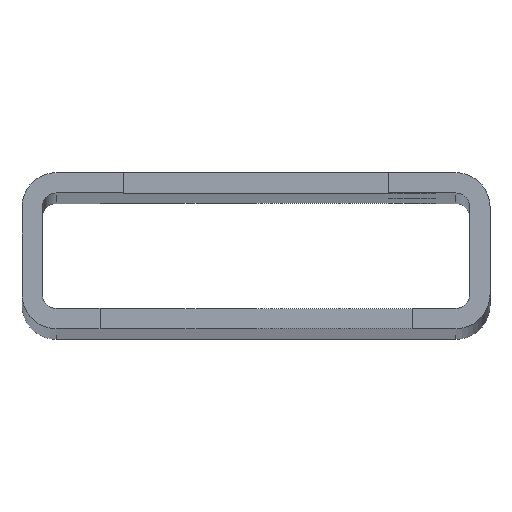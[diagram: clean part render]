
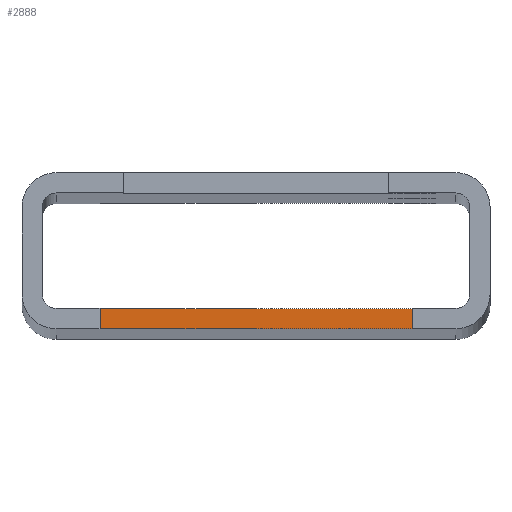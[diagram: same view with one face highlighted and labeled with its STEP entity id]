
A CAD part, top view. The second image highlights one B-rep face of the part: STEP entity #2888.
In plain terms, the highlighted planar face has unit normal (0, 0, 1).
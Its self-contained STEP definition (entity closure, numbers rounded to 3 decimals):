
#265 = PLANE('',#266);
#266 = AXIS2_PLACEMENT_3D('',#267,#268,#269);
#267 = CARTESIAN_POINT('',(-16.271,-6.35,-249.8));
#268 = DIRECTION('',(0.,1.,0.));
#269 = DIRECTION('',(1.,0.,0.));
#494 = PLANE('',#495);
#495 = AXIS2_PLACEMENT_3D('',#496,#497,#498);
#496 = CARTESIAN_POINT('',(-16.271,-4.699,-249.8));
#497 = DIRECTION('',(0.,1.,0.));
#498 = DIRECTION('',(1.,0.,0.));
#751 = PLANE('',#752);
#752 = AXIS2_PLACEMENT_3D('',#753,#754,#755);
#753 = CARTESIAN_POINT('',(-12.7,-0.254,249.8));
#754 = DIRECTION('',(-1.,-0.,-0.));
#755 = DIRECTION('',(0.,-1.,0.));
#1187 = VERTEX_POINT('',#1188);
#1188 = CARTESIAN_POINT('',(-12.7,-6.35,237.1));
#1209 = EDGE_CURVE('',#1210,#1187,#1212,.T.);
#1210 = VERTEX_POINT('',#1211);
#1211 = CARTESIAN_POINT('',(12.7,-6.35,237.1));
#1212 = SURFACE_CURVE('',#1213,(#1217,#1224),.PCURVE_S1.);
#1213 = LINE('',#1214,#1215);
#1214 = CARTESIAN_POINT('',(-14.486,-6.35,237.1));
#1215 = VECTOR('',#1216,1.);
#1216 = DIRECTION('',(-1.,0.,0.));
#1217 = PCURVE('',#265,#1218);
#1218 = DEFINITIONAL_REPRESENTATION('',(#1219),#1223);
#1219 = LINE('',#1220,#1221);
#1220 = CARTESIAN_POINT('',(1.786,-486.9));
#1221 = VECTOR('',#1222,1.);
#1222 = DIRECTION('',(-1.,0.));
#1223 = ( GEOMETRIC_REPRESENTATION_CONTEXT(2) 
PARAMETRIC_REPRESENTATION_CONTEXT() REPRESENTATION_CONTEXT('2D SPACE',''
  ) );
#1224 = PCURVE('',#1225,#1230);
#1225 = PLANE('',#1226);
#1226 = AXIS2_PLACEMENT_3D('',#1227,#1228,#1229);
#1227 = CARTESIAN_POINT('',(-12.7,-6.604,237.1));
#1228 = DIRECTION('',(0.,0.,-1.));
#1229 = DIRECTION('',(-1.,0.,-0.));
#1230 = DEFINITIONAL_REPRESENTATION('',(#1231),#1235);
#1231 = LINE('',#1232,#1233);
#1232 = CARTESIAN_POINT('',(1.786,0.254));
#1233 = VECTOR('',#1234,1.);
#1234 = DIRECTION('',(1.,0.));
#1235 = ( GEOMETRIC_REPRESENTATION_CONTEXT(2) 
PARAMETRIC_REPRESENTATION_CONTEXT() REPRESENTATION_CONTEXT('2D SPACE',''
  ) );
#1253 = PLANE('',#1254);
#1254 = AXIS2_PLACEMENT_3D('',#1255,#1256,#1257);
#1255 = CARTESIAN_POINT('',(12.7,-6.604,249.8));
#1256 = DIRECTION('',(1.,-0.,0.));
#1257 = DIRECTION('',(0.,1.,0.));
#1490 = VERTEX_POINT('',#1491);
#1491 = CARTESIAN_POINT('',(-12.7,-4.699,237.1));
#1512 = EDGE_CURVE('',#1513,#1490,#1515,.T.);
#1513 = VERTEX_POINT('',#1514);
#1514 = CARTESIAN_POINT('',(12.7,-4.699,237.1));
#1515 = SURFACE_CURVE('',#1516,(#1520,#1527),.PCURVE_S1.);
#1516 = LINE('',#1517,#1518);
#1517 = CARTESIAN_POINT('',(-14.486,-4.699,237.1));
#1518 = VECTOR('',#1519,1.);
#1519 = DIRECTION('',(-1.,0.,0.));
#1520 = PCURVE('',#494,#1521);
#1521 = DEFINITIONAL_REPRESENTATION('',(#1522),#1526);
#1522 = LINE('',#1523,#1524);
#1523 = CARTESIAN_POINT('',(1.786,-486.9));
#1524 = VECTOR('',#1525,1.);
#1525 = DIRECTION('',(-1.,0.));
#1526 = ( GEOMETRIC_REPRESENTATION_CONTEXT(2) 
PARAMETRIC_REPRESENTATION_CONTEXT() REPRESENTATION_CONTEXT('2D SPACE',''
  ) );
#1527 = PCURVE('',#1225,#1528);
#1528 = DEFINITIONAL_REPRESENTATION('',(#1529),#1533);
#1529 = LINE('',#1530,#1531);
#1530 = CARTESIAN_POINT('',(1.786,1.905));
#1531 = VECTOR('',#1532,1.);
#1532 = DIRECTION('',(1.,0.));
#1533 = ( GEOMETRIC_REPRESENTATION_CONTEXT(2) 
PARAMETRIC_REPRESENTATION_CONTEXT() REPRESENTATION_CONTEXT('2D SPACE',''
  ) );
#2126 = EDGE_CURVE('',#1490,#1187,#2127,.T.);
#2127 = SURFACE_CURVE('',#2128,(#2132,#2139),.PCURVE_S1.);
#2128 = LINE('',#2129,#2130);
#2129 = CARTESIAN_POINT('',(-12.7,-0.254,237.1));
#2130 = VECTOR('',#2131,1.);
#2131 = DIRECTION('',(0.,-1.,0.));
#2132 = PCURVE('',#751,#2133);
#2133 = DEFINITIONAL_REPRESENTATION('',(#2134),#2138);
#2134 = LINE('',#2135,#2136);
#2135 = CARTESIAN_POINT('',(0.,-12.7));
#2136 = VECTOR('',#2137,1.);
#2137 = DIRECTION('',(1.,0.));
#2138 = ( GEOMETRIC_REPRESENTATION_CONTEXT(2) 
PARAMETRIC_REPRESENTATION_CONTEXT() REPRESENTATION_CONTEXT('2D SPACE',''
  ) );
#2139 = PCURVE('',#1225,#2140);
#2140 = DEFINITIONAL_REPRESENTATION('',(#2141),#2145);
#2141 = LINE('',#2142,#2143);
#2142 = CARTESIAN_POINT('',(0.,6.35));
#2143 = VECTOR('',#2144,1.);
#2144 = DIRECTION('',(0.,-1.));
#2145 = ( GEOMETRIC_REPRESENTATION_CONTEXT(2) 
PARAMETRIC_REPRESENTATION_CONTEXT() REPRESENTATION_CONTEXT('2D SPACE',''
  ) );
#2867 = EDGE_CURVE('',#1210,#1513,#2868,.T.);
#2868 = SURFACE_CURVE('',#2869,(#2873,#2880),.PCURVE_S1.);
#2869 = LINE('',#2870,#2871);
#2870 = CARTESIAN_POINT('',(12.7,-6.604,237.1));
#2871 = VECTOR('',#2872,1.);
#2872 = DIRECTION('',(0.,1.,0.));
#2873 = PCURVE('',#1253,#2874);
#2874 = DEFINITIONAL_REPRESENTATION('',(#2875),#2879);
#2875 = LINE('',#2876,#2877);
#2876 = CARTESIAN_POINT('',(0.,-12.7));
#2877 = VECTOR('',#2878,1.);
#2878 = DIRECTION('',(1.,0.));
#2879 = ( GEOMETRIC_REPRESENTATION_CONTEXT(2) 
PARAMETRIC_REPRESENTATION_CONTEXT() REPRESENTATION_CONTEXT('2D SPACE',''
  ) );
#2880 = PCURVE('',#1225,#2881);
#2881 = DEFINITIONAL_REPRESENTATION('',(#2882),#2886);
#2882 = LINE('',#2883,#2884);
#2883 = CARTESIAN_POINT('',(-25.4,0.));
#2884 = VECTOR('',#2885,1.);
#2885 = DIRECTION('',(0.,1.));
#2886 = ( GEOMETRIC_REPRESENTATION_CONTEXT(2) 
PARAMETRIC_REPRESENTATION_CONTEXT() REPRESENTATION_CONTEXT('2D SPACE',''
  ) );
#2888 = ADVANCED_FACE('',(#2889),#1225,.F.);
#2889 = FACE_BOUND('',#2890,.F.);
#2890 = EDGE_LOOP('',(#2891,#2892,#2893,#2894));
#2891 = ORIENTED_EDGE('',*,*,#1209,.T.);
#2892 = ORIENTED_EDGE('',*,*,#2126,.F.);
#2893 = ORIENTED_EDGE('',*,*,#1512,.F.);
#2894 = ORIENTED_EDGE('',*,*,#2867,.F.);
